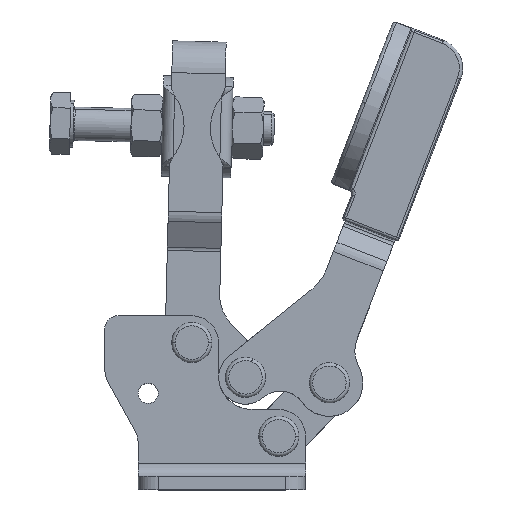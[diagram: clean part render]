
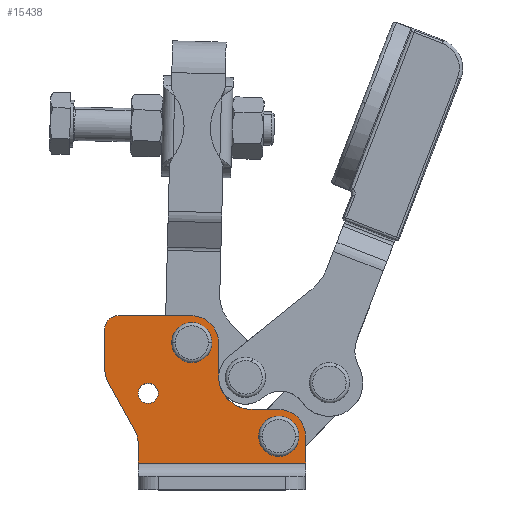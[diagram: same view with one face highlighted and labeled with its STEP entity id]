
A CAD part, top view. The second image highlights one B-rep face of the part: STEP entity #15438.
In plain terms, the highlighted planar face has unit normal (0, 0, 1).
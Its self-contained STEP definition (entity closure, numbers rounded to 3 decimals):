
#674=CARTESIAN_POINT('',(-33.569,14.48,2.0));
#675=VERTEX_POINT('',#674);
#691=CARTESIAN_POINT('',(-36.569,14.48,2.0));
#692=VERTEX_POINT('',#691);
#699=CARTESIAN_POINT('',(-35.069,14.48,2.0));
#700=DIRECTION('',(0.0,0.0,-1.0));
#701=DIRECTION('',(1.0,0.0,0.0));
#702=AXIS2_PLACEMENT_3D('',#699,#700,#701);
#703=CIRCLE('',#702,1.5);
#704=EDGE_CURVE('',#675,#692,#703,.T.);
#792=CARTESIAN_POINT('',(-24.463,16.059,2.));
#793=VERTEX_POINT('',#792);
#1496=CARTESIAN_POINT('',(-28.569,25.08,2.));
#1497=VERTEX_POINT('',#1496);
#1522=CARTESIAN_POINT('',(-28.569,19.08,2.));
#1523=VERTEX_POINT('',#1522);
#1530=CARTESIAN_POINT('',(-28.569,22.08,2.));
#1531=DIRECTION('',(0.0,0.0,-1.0));
#1532=DIRECTION('',(0.0,1.0,0.0));
#1533=AXIS2_PLACEMENT_3D('',#1530,#1531,#1532);
#1534=CIRCLE('',#1533,3.);
#1535=EDGE_CURVE('',#1497,#1523,#1534,.T.);
#1805=CARTESIAN_POINT('',(-15.569,11.08,2.));
#1806=VERTEX_POINT('',#1805);
#1831=CARTESIAN_POINT('',(-15.569,5.08,2.));
#1832=VERTEX_POINT('',#1831);
#1839=CARTESIAN_POINT('',(-15.569,8.08,2.));
#1840=DIRECTION('',(0.0,0.0,-1.0));
#1841=DIRECTION('',(0.0,1.0,0.0));
#1842=AXIS2_PLACEMENT_3D('',#1839,#1840,#1841);
#1843=CIRCLE('',#1842,3.);
#1844=EDGE_CURVE('',#1806,#1832,#1843,.T.);
#9347=CARTESIAN_POINT('',(-15.569,8.08,2.));
#9348=DIRECTION('',(0.0,0.0,-1.0));
#9349=DIRECTION('',(0.0,1.0,0.0));
#9350=AXIS2_PLACEMENT_3D('',#9347,#9348,#9349);
#9351=CIRCLE('',#9350,3.);
#9352=EDGE_CURVE('',#1832,#1806,#9351,.T.);
#9553=CARTESIAN_POINT('',(-28.569,22.08,2.));
#9554=DIRECTION('',(0.0,0.0,-1.0));
#9555=DIRECTION('',(0.0,1.0,0.0));
#9556=AXIS2_PLACEMENT_3D('',#9553,#9554,#9555);
#9557=CIRCLE('',#9556,3.);
#9558=EDGE_CURVE('',#1523,#1497,#9557,.T.);
#12916=CARTESIAN_POINT('',(-15.569,12.08,2.0));
#12917=VERTEX_POINT('',#12916);
#12924=CARTESIAN_POINT('',(-11.569,8.08,2.0));
#12925=VERTEX_POINT('',#12924);
#12926=CARTESIAN_POINT('',(-15.569,8.08,2.0));
#12927=DIRECTION('',(0.0,0.0,-1.0));
#12928=DIRECTION('',(1.0,0.0,0.0));
#12929=AXIS2_PLACEMENT_3D('',#12926,#12927,#12928);
#12930=CIRCLE('',#12929,4.);
#12931=EDGE_CURVE('',#12917,#12925,#12930,.T.);
#12957=CARTESIAN_POINT('',(-19.569,12.08,2.0));
#12958=VERTEX_POINT('',#12957);
#12965=CARTESIAN_POINT('',(-19.569,12.08,2.0));
#12966=DIRECTION('',(1.0,0.0,0.0));
#12967=VECTOR('',#12966,4.0);
#12968=LINE('',#12965,#12967);
#12969=EDGE_CURVE('',#12958,#12917,#12968,.T.);
#14300=CARTESIAN_POINT('',(-24.569,17.08,2.0));
#14301=VERTEX_POINT('',#14300);
#14308=CARTESIAN_POINT('',(-19.569,17.08,2.0));
#14309=DIRECTION('',(0.0,0.0,1.0));
#14310=DIRECTION('',(1.0,0.0,0.0));
#14311=AXIS2_PLACEMENT_3D('',#14308,#14309,#14310);
#14312=CIRCLE('',#14311,5.);
#14313=EDGE_CURVE('',#14301,#793,#14312,.T.);
#15184=CARTESIAN_POINT('',(-24.569,22.08,2.0));
#15185=VERTEX_POINT('',#15184);
#15192=CARTESIAN_POINT('',(-24.569,22.08,2.0));
#15193=DIRECTION('',(0.0,-1.0,0.0));
#15194=VECTOR('',#15193,5.0);
#15195=LINE('',#15192,#15194);
#15196=EDGE_CURVE('',#15185,#14301,#15195,.T.);
#15208=CARTESIAN_POINT('',(-28.569,26.08,2.0));
#15209=VERTEX_POINT('',#15208);
#15216=CARTESIAN_POINT('',(-28.569,22.08,2.0));
#15217=DIRECTION('',(0.0,0.0,-1.0));
#15218=DIRECTION('',(1.0,0.0,0.0));
#15219=AXIS2_PLACEMENT_3D('',#15216,#15217,#15218);
#15220=CIRCLE('',#15219,4.);
#15221=EDGE_CURVE('',#15209,#15185,#15220,.T.);
#15242=CARTESIAN_POINT('',(-39.569,26.08,2.0));
#15243=VERTEX_POINT('',#15242);
#15250=CARTESIAN_POINT('',(-39.569,26.08,2.0));
#15251=DIRECTION('',(1.0,0.0,0.0));
#15252=VECTOR('',#15251,11.);
#15253=LINE('',#15250,#15252);
#15254=EDGE_CURVE('',#15243,#15209,#15253,.T.);
#15309=CARTESIAN_POINT('',(-11.569,4.08,2.0));
#15310=VERTEX_POINT('',#15309);
#15318=CARTESIAN_POINT('',(-36.569,4.08,2.0));
#15319=VERTEX_POINT('',#15318);
#15320=CARTESIAN_POINT('',(-36.569,4.08,2.0));
#15321=DIRECTION('',(1.0,0.0,0.0));
#15322=VECTOR('',#15321,25.0);
#15323=LINE('',#15320,#15322);
#15324=EDGE_CURVE('',#15319,#15310,#15323,.T.);
#15344=CARTESIAN_POINT('',(-27.08,8.132,2.0));
#15345=DIRECTION('',(0.0,0.0,1.0));
#15346=DIRECTION('',(1.0,0.0,0.0));
#15347=AXIS2_PLACEMENT_3D('',#15344,#15345,#15346);
#15348=PLANE('',#15347);
#15349=ORIENTED_EDGE('',*,*,#15324,.T.);
#15350=CARTESIAN_POINT('',(-11.569,8.08,2.0));
#15351=DIRECTION('',(0.0,-1.0,0.0));
#15352=VECTOR('',#15351,4.);
#15353=LINE('',#15350,#15352);
#15354=EDGE_CURVE('',#12925,#15310,#15353,.T.);
#15355=ORIENTED_EDGE('',*,*,#15354,.F.);
#15356=ORIENTED_EDGE('',*,*,#12931,.F.);
#15357=ORIENTED_EDGE('',*,*,#12969,.F.);
#15358=CARTESIAN_POINT('',(-19.569,17.08,2.0));
#15359=DIRECTION('',(0.0,0.0,1.0));
#15360=DIRECTION('',(1.0,0.0,0.0));
#15361=AXIS2_PLACEMENT_3D('',#15358,#15359,#15360);
#15362=CIRCLE('',#15361,5.);
#15363=EDGE_CURVE('',#793,#12958,#15362,.T.);
#15364=ORIENTED_EDGE('',*,*,#15363,.F.);
#15365=ORIENTED_EDGE('',*,*,#14313,.F.);
#15366=ORIENTED_EDGE('',*,*,#15196,.F.);
#15367=ORIENTED_EDGE('',*,*,#15221,.F.);
#15368=ORIENTED_EDGE('',*,*,#15254,.F.);
#15369=CARTESIAN_POINT('',(-41.569,24.08,2.0));
#15370=VERTEX_POINT('',#15369);
#15371=CARTESIAN_POINT('',(-39.569,24.08,2.0));
#15372=DIRECTION('',(0.0,0.0,-1.0));
#15373=DIRECTION('',(0.0,1.0,0.0));
#15374=AXIS2_PLACEMENT_3D('',#15371,#15372,#15373);
#15375=CIRCLE('',#15374,2.0);
#15376=EDGE_CURVE('',#15370,#15243,#15375,.T.);
#15377=ORIENTED_EDGE('',*,*,#15376,.F.);
#15378=CARTESIAN_POINT('',(-41.569,18.109,2.0));
#15379=VERTEX_POINT('',#15378);
#15380=CARTESIAN_POINT('',(-41.569,18.109,2.0));
#15381=DIRECTION('',(0.0,1.0,0.0));
#15382=VECTOR('',#15381,5.971);
#15383=LINE('',#15380,#15382);
#15384=EDGE_CURVE('',#15379,#15370,#15383,.T.);
#15385=ORIENTED_EDGE('',*,*,#15384,.F.);
#15386=CARTESIAN_POINT('',(-41.072,16.178,2.0));
#15387=VERTEX_POINT('',#15386);
#15388=CARTESIAN_POINT('',(-37.569,18.109,2.0));
#15389=DIRECTION('',(0.0,0.0,-1.0));
#15390=DIRECTION('',(-1.0,0.0,0.0));
#15391=AXIS2_PLACEMENT_3D('',#15388,#15389,#15390);
#15392=CIRCLE('',#15391,4.);
#15393=EDGE_CURVE('',#15387,#15379,#15392,.T.);
#15394=ORIENTED_EDGE('',*,*,#15393,.F.);
#15395=CARTESIAN_POINT('',(-37.065,8.911,2.0));
#15396=VERTEX_POINT('',#15395);
#15397=CARTESIAN_POINT('',(-37.065,8.911,2.0));
#15398=DIRECTION('',(-0.483,0.876,0.0));
#15399=VECTOR('',#15398,8.298);
#15400=LINE('',#15397,#15399);
#15401=EDGE_CURVE('',#15396,#15387,#15400,.T.);
#15402=ORIENTED_EDGE('',*,*,#15401,.F.);
#15403=CARTESIAN_POINT('',(-36.569,6.98,2.0));
#15404=VERTEX_POINT('',#15403);
#15405=CARTESIAN_POINT('',(-40.569,6.98,2.0));
#15406=DIRECTION('',(0.0,0.0,1.0));
#15407=DIRECTION('',(-1.0,0.0,0.0));
#15408=AXIS2_PLACEMENT_3D('',#15405,#15406,#15407);
#15409=CIRCLE('',#15408,4.);
#15410=EDGE_CURVE('',#15404,#15396,#15409,.T.);
#15411=ORIENTED_EDGE('',*,*,#15410,.F.);
#15412=CARTESIAN_POINT('',(-36.569,4.08,2.0));
#15413=DIRECTION('',(0.0,1.0,0.0));
#15414=VECTOR('',#15413,2.9);
#15415=LINE('',#15412,#15414);
#15416=EDGE_CURVE('',#15319,#15404,#15415,.T.);
#15417=ORIENTED_EDGE('',*,*,#15416,.F.);
#15418=EDGE_LOOP('',(#15349,#15355,#15356,#15357,#15364,#15365,#15366,#15367,#15368,#15377,#15385,#15394,#15402,#15411,#15417));
#15419=FACE_OUTER_BOUND('',#15418,.T.);
#15420=ORIENTED_EDGE('',*,*,#1844,.T.);
#15421=ORIENTED_EDGE('',*,*,#9352,.T.);
#15422=EDGE_LOOP('',(#15420,#15421));
#15423=FACE_BOUND('',#15422,.T.);
#15424=ORIENTED_EDGE('',*,*,#1535,.T.);
#15425=ORIENTED_EDGE('',*,*,#9558,.T.);
#15426=EDGE_LOOP('',(#15424,#15425));
#15427=FACE_BOUND('',#15426,.T.);
#15428=ORIENTED_EDGE('',*,*,#704,.T.);
#15429=CARTESIAN_POINT('',(-35.069,14.48,2.0));
#15430=DIRECTION('',(0.0,0.0,-1.0));
#15431=DIRECTION('',(1.0,0.0,0.0));
#15432=AXIS2_PLACEMENT_3D('',#15429,#15430,#15431);
#15433=CIRCLE('',#15432,1.5);
#15434=EDGE_CURVE('',#692,#675,#15433,.T.);
#15435=ORIENTED_EDGE('',*,*,#15434,.T.);
#15436=EDGE_LOOP('',(#15428,#15435));
#15437=FACE_BOUND('',#15436,.T.);
#15438=ADVANCED_FACE('',(#15419,#15423,#15427,#15437),#15348,.T.);
